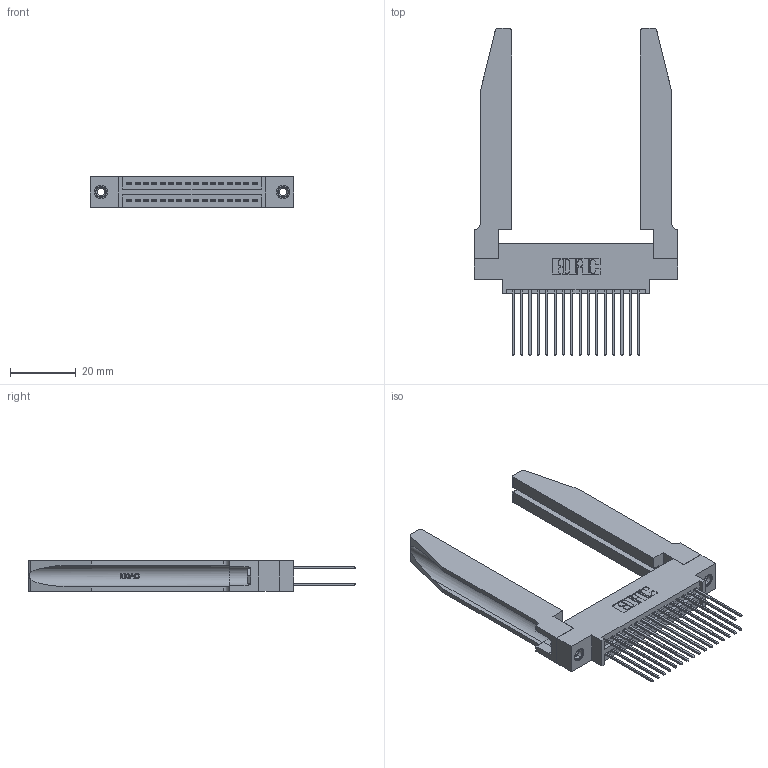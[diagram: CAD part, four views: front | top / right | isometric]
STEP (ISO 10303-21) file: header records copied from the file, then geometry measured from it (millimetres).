
FILE_DESCRIPTION (( 'STEP AP203' ), '1' );
FILE_NAME ('345-032-541-878.STEP', '2019-10-28T04:20:40', ( '' ), ( '' ), 'SwSTEP 2.0', 'SolidWorks 2016', '' );
FILE_SCHEMA (( 'CONFIG_CONTROL_DESIGN' ));
Length unit declared in the file: inch
Products named in the file (5): 345-250-001_345-250-001-102; 345-292-001_345-293-141; 345-032-541-878; 345 Part_0.170 Offset - 0.156 Dia-TH; 345-220-078_345-220-078
Assembly tree (37 placements, depth 2):
  345-032-541-878
    345 Part_0.170 Offset - 0.156 Dia-TH
    345-292-001_345-293-141  x32
    345-250-001_345-250-001-102  x2
    345-220-078_345-220-078  x2
Bounding box: 61.87 x 99.24 x 9.4 mm (x, y, z)
Volume: 13609.8 mm3; surface area: 15973 mm2
Topology: 37 solids, 37 shells, 1964 faces, 5729 edges, 3766 vertices
Faces by surface type: plane 1282, cylinder 630, bspline 36, cone 12, torus 4
Entity records: 20944 total; most frequent: CARTESIAN_POINT 4455, ORIENTED_EDGE 3286, DIRECTION 2953, EDGE_CURVE 1643, VECTOR 1353, LINE 1353, VERTEX_POINT 1088, AXIS2_PLACEMENT_3D 800
